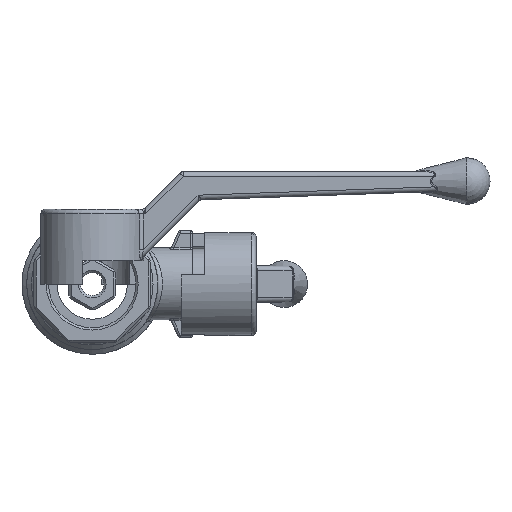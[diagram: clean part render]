
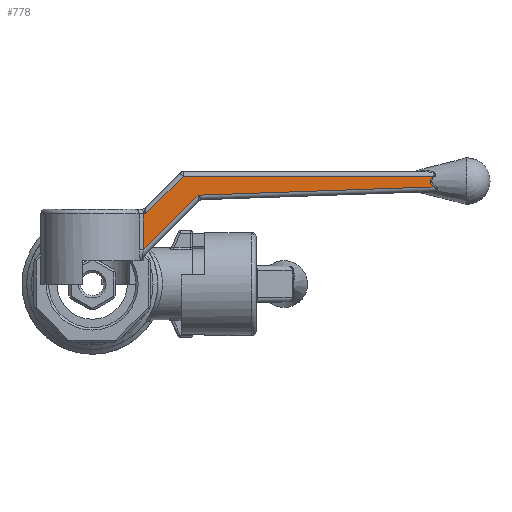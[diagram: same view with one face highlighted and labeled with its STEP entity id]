
A CAD part, front view. The second image highlights one B-rep face of the part: STEP entity #778.
In plain terms, the highlighted planar face has unit normal (0.013, -1, 0).
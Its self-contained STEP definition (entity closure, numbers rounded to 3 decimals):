
#778 = ADVANCED_FACE( '', ( #1599 ), #1600, .T. );
#1599 = FACE_OUTER_BOUND( '', #3689, .T. );
#1600 = PLANE( '', #3690 );
#3689 = EDGE_LOOP( '', ( #5788, #5789, #5790, #5791, #5792, #5793, #5794 ) );
#3690 = AXIS2_PLACEMENT_3D( '', #5795, #5796, #5797 );
#5788 = ORIENTED_EDGE( '', *, *, #6703, .T. );
#5789 = ORIENTED_EDGE( '', *, *, #6002, .T. );
#5790 = ORIENTED_EDGE( '', *, *, #6569, .T. );
#5791 = ORIENTED_EDGE( '', *, *, #6800, .T. );
#5792 = ORIENTED_EDGE( '', *, *, #6085, .T. );
#5793 = ORIENTED_EDGE( '', *, *, #6607, .T. );
#5794 = ORIENTED_EDGE( '', *, *, #6470, .T. );
#5795 = CARTESIAN_POINT( '', ( 5., -4., -111.004 ) );
#5796 = DIRECTION( '', ( 0.013, -1., 0. ) );
#5797 = DIRECTION( '', ( 1., 0.013, 0. ) );
#6002 = EDGE_CURVE( '', #6842, #6847, #6849, .T. );
#6085 = EDGE_CURVE( '', #6995, #6996, #6997, .F. );
#6470 = EDGE_CURVE( '', #7576, #7586, #7588, .F. );
#6569 = EDGE_CURVE( '', #6847, #7324, #7717, .F. );
#6607 = EDGE_CURVE( '', #6996, #7576, #7763, .F. );
#6703 = EDGE_CURVE( '', #7586, #6842, #7882, .F. );
#6800 = EDGE_CURVE( '', #7324, #6995, #7987, .F. );
#6842 = VERTEX_POINT( '', #8035 );
#6847 = VERTEX_POINT( '', #8095 );
#6849 = B_SPLINE_CURVE_WITH_KNOTS( '', 3, ( #8097, #8098, #8099, #8100, #8101, #8102, #8103, #8104, #8105, #8106, #8107, #8108, #8109, #8110, #8111, #8112, #8113, #8114, #8115, #8116, #8117, #8118, #8119, #8120, #8121, #8122, #8123, #8124, #8125, #8126, #8127, #8128, #8129, #8130, #8131, #8132, #8133, #8134, #8135, #8136, #8137, #8138, #8139, #8140, #8141, #8142, #8143, #8144 ), .UNSPECIFIED., .F., .F., ( 4, 1, 2, 2, 2, 2, 1, 2, 2, 2, 2, 1, 1, 2, 2, 2, 1, 2, 2, 2, 2, 2, 2, 1, 2, 2, 4 ), ( 0., 0., 0., 0., 0.001, 0.001, 0.001, 0.001, 0.001, 0.001, 0.001, 0.001, 0.001, 0.001, 0.001, 0.002, 0.002, 0.002, 0.002, 0.002, 0.002, 0.002, 0.002, 0.002, 0.002, 0.002, 0.003 ), .UNSPECIFIED. );
#6995 = VERTEX_POINT( '', #8900 );
#6996 = VERTEX_POINT( '', #8901 );
#6997 = LINE( '', #8902, #8903 );
#7324 = VERTEX_POINT( '', #9513 );
#7576 = VERTEX_POINT( '', #10482 );
#7586 = VERTEX_POINT( '', #10608 );
#7588 = LINE( '', #10610, #10611 );
#7717 = LINE( '', #11123, #11124 );
#7763 = LINE( '', #11453, #11454 );
#7882 = LINE( '', #11809, #11810 );
#7987 = LINE( '', #12119, #12120 );
#8035 = CARTESIAN_POINT( '', ( 72.978, -3.094, 20.755 ) );
#8095 = CARTESIAN_POINT( '', ( 72.732, -3.097, 23. ) );
#8097 = CARTESIAN_POINT( '', ( 72.978, -3.094, 20.755 ) );
#8098 = CARTESIAN_POINT( '', ( 72.938, -3.094, 20.791 ) );
#8099 = CARTESIAN_POINT( '', ( 72.86, -3.095, 20.865 ) );
#8100 = CARTESIAN_POINT( '', ( 72.785, -3.096, 20.942 ) );
#8101 = CARTESIAN_POINT( '', ( 72.712, -3.097, 21.021 ) );
#8102 = CARTESIAN_POINT( '', ( 72.677, -3.098, 21.062 ) );
#8103 = CARTESIAN_POINT( '', ( 72.61, -3.099, 21.145 ) );
#8104 = CARTESIAN_POINT( '', ( 72.577, -3.099, 21.187 ) );
#8105 = CARTESIAN_POINT( '', ( 72.516, -3.1, 21.275 ) );
#8106 = CARTESIAN_POINT( '', ( 72.486, -3.1, 21.321 ) );
#8107 = CARTESIAN_POINT( '', ( 72.453, -3.101, 21.379 ) );
#8108 = CARTESIAN_POINT( '', ( 72.443, -3.101, 21.397 ) );
#8109 = CARTESIAN_POINT( '', ( 72.433, -3.101, 21.415 ) );
#8110 = CARTESIAN_POINT( '', ( 72.426, -3.101, 21.427 ) );
#8111 = CARTESIAN_POINT( '', ( 72.423, -3.101, 21.433 ) );
#8112 = CARTESIAN_POINT( '', ( 72.408, -3.101, 21.463 ) );
#8113 = CARTESIAN_POINT( '', ( 72.396, -3.101, 21.488 ) );
#8114 = CARTESIAN_POINT( '', ( 72.363, -3.102, 21.562 ) );
#8115 = CARTESIAN_POINT( '', ( 72.343, -3.102, 21.613 ) );
#8116 = CARTESIAN_POINT( '', ( 72.319, -3.102, 21.69 ) );
#8117 = CARTESIAN_POINT( '', ( 72.308, -3.103, 21.73 ) );
#8118 = CARTESIAN_POINT( '', ( 72.298, -3.103, 21.776 ) );
#8119 = CARTESIAN_POINT( '', ( 72.294, -3.103, 21.796 ) );
#8120 = CARTESIAN_POINT( '', ( 72.292, -3.103, 21.81 ) );
#8121 = CARTESIAN_POINT( '', ( 72.291, -3.103, 21.817 ) );
#8122 = CARTESIAN_POINT( '', ( 72.272, -3.103, 21.931 ) );
#8123 = CARTESIAN_POINT( '', ( 72.271, -3.103, 22.039 ) );
#8124 = CARTESIAN_POINT( '', ( 72.287, -3.103, 22.16 ) );
#8125 = CARTESIAN_POINT( '', ( 72.29, -3.103, 22.18 ) );
#8126 = CARTESIAN_POINT( '', ( 72.294, -3.103, 22.2 ) );
#8127 = CARTESIAN_POINT( '', ( 72.296, -3.103, 22.214 ) );
#8128 = CARTESIAN_POINT( '', ( 72.298, -3.103, 22.22 ) );
#8129 = CARTESIAN_POINT( '', ( 72.305, -3.103, 22.254 ) );
#8130 = CARTESIAN_POINT( '', ( 72.311, -3.103, 22.28 ) );
#8131 = CARTESIAN_POINT( '', ( 72.333, -3.102, 22.359 ) );
#8132 = CARTESIAN_POINT( '', ( 72.352, -3.102, 22.41 ) );
#8133 = CARTESIAN_POINT( '', ( 72.383, -3.102, 22.485 ) );
#8134 = CARTESIAN_POINT( '', ( 72.395, -3.101, 22.51 ) );
#8135 = CARTESIAN_POINT( '', ( 72.413, -3.101, 22.546 ) );
#8136 = CARTESIAN_POINT( '', ( 72.419, -3.101, 22.558 ) );
#8137 = CARTESIAN_POINT( '', ( 72.432, -3.101, 22.583 ) );
#8138 = CARTESIAN_POINT( '', ( 72.464, -3.1, 22.643 ) );
#8139 = CARTESIAN_POINT( '', ( 72.5, -3.1, 22.7 ) );
#8140 = CARTESIAN_POINT( '', ( 72.561, -3.099, 22.79 ) );
#8141 = CARTESIAN_POINT( '', ( 72.593, -3.099, 22.833 ) );
#8142 = CARTESIAN_POINT( '', ( 72.66, -3.098, 22.918 ) );
#8143 = CARTESIAN_POINT( '', ( 72.695, -3.097, 22.96 ) );
#8144 = CARTESIAN_POINT( '', ( 72.732, -3.097, 23. ) );
#8900 = CARTESIAN_POINT( '', ( 11.428, -3.914, 15. ) );
#8901 = CARTESIAN_POINT( '', ( 10.931, -3.921, 15. ) );
#8902 = CARTESIAN_POINT( '', ( 9.189, -3.944, 15. ) );
#8903 = VECTOR( '', #12261, 1000. );
#9513 = CARTESIAN_POINT( '', ( 19.428, -3.808, 23. ) );
#10482 = CARTESIAN_POINT( '', ( 10.931, -3.921, 7.332 ) );
#10608 = CARTESIAN_POINT( '', ( 22.595, -3.765, 18.996 ) );
#10610 = CARTESIAN_POINT( '', ( 22.309, -3.769, 18.71 ) );
#10611 = VECTOR( '', #12713, 1000. );
#11123 = CARTESIAN_POINT( '', ( 19., -3.813, 23. ) );
#11124 = VECTOR( '', #12830, 1000. );
#11453 = CARTESIAN_POINT( '', ( 10.931, -3.921, 6.675 ) );
#11454 = VECTOR( '', #12859, 1000. );
#11809 = CARTESIAN_POINT( '', ( 74.999, -3.067, 20.825 ) );
#11810 = VECTOR( '', #12950, 1000. );
#12119 = CARTESIAN_POINT( '', ( 11.714, -3.91, 15.286 ) );
#12120 = VECTOR( '', #13027, 1000. );
#12261 = DIRECTION( '', ( 1., 0.013, 0. ) );
#12713 = DIRECTION( '', ( -0.707, -0.009, -0.707 ) );
#12830 = DIRECTION( '', ( 1., 0.013, 0. ) );
#12859 = DIRECTION( '', ( 0., 0., 1. ) );
#12950 = DIRECTION( '', ( -0.999, -0.013, -0.035 ) );
#13027 = DIRECTION( '', ( 0.707, 0.009, 0.707 ) );
